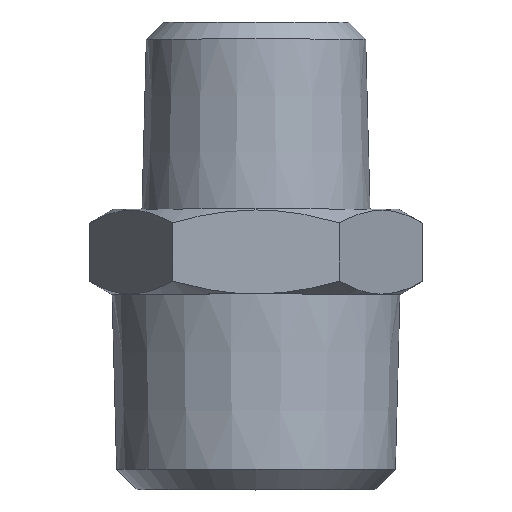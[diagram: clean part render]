
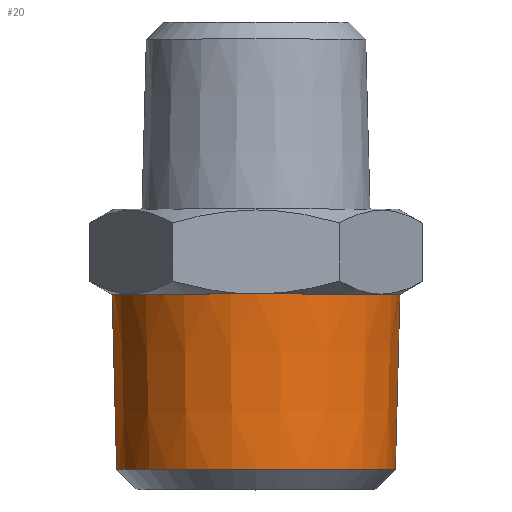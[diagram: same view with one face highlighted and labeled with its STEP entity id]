
A CAD part, top view. The second image highlights one B-rep face of the part: STEP entity #20.
In plain terms, the highlighted conical face has half-angle 1.47 degrees and reference radius 8.462 mm.
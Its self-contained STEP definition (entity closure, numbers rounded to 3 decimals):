
#10 = VERTEX_POINT ( 'NONE', #221 ) ;
#11 = EDGE_CURVE ( 'NONE', #12, #19, #220, .T. ) ;
#12 = VERTEX_POINT ( 'NONE', #215 ) ;
#13 = ORIENTED_EDGE ( 'NONE', *, *, #14, .T. ) ;
#14 = EDGE_CURVE ( 'NONE', #12, #71, #267, .T. ) ;
#16 = EDGE_LOOP ( 'NONE', ( #21, #13, #61, #66 ) ) ;
#19 = VERTEX_POINT ( 'NONE', #255 ) ;
#20 = ADVANCED_FACE ( 'NONE', ( #254 ), #253, .T. ) ;
#21 = ORIENTED_EDGE ( 'NONE', *, *, #11, .F. ) ;
#61 = ORIENTED_EDGE ( 'NONE', *, *, #62, .T. ) ;
#62 = EDGE_CURVE ( 'NONE', #71, #10, #531, .T. ) ;
#66 = ORIENTED_EDGE ( 'NONE', *, *, #67, .F. ) ;
#67 = EDGE_CURVE ( 'NONE', #19, #10, #681, .T. ) ;
#71 = VERTEX_POINT ( 'NONE', #676 ) ;
#215 = CARTESIAN_POINT ( 'NONE',  ( 8.198, -12.55, 0. ) ) ;
#216 = DIRECTION ( 'NONE',  ( 1., 0., 0. ) ) ;
#217 = DIRECTION ( 'NONE',  ( 0., -1., 0. ) ) ;
#218 = CARTESIAN_POINT ( 'NONE',  ( 0., -12.55, 0. ) ) ;
#219 = AXIS2_PLACEMENT_3D ( 'NONE', #218, #217, #216 ) ;
#220 = CIRCLE ( 'NONE', #219, 8.198 ) ;
#221 = CARTESIAN_POINT ( 'NONE',  ( -8.462, -2.25, 0. ) ) ;
#248 = DIRECTION ( 'NONE',  ( -1., 0., 0. ) ) ;
#249 = DIRECTION ( 'NONE',  ( 0., 1., 0. ) ) ;
#250 = AXIS2_PLACEMENT_3D ( 'NONE', #252, #249, #248 ) ;
#252 = CARTESIAN_POINT ( 'NONE',  ( 0., -2.25, 0. ) ) ;
#253 = CONICAL_SURFACE ( 'NONE', #250, 8.462, 0.026 ) ;
#254 = FACE_OUTER_BOUND ( 'NONE', #16, .T. ) ;
#255 = CARTESIAN_POINT ( 'NONE',  ( -8.198, -12.55, 0. ) ) ;
#264 = DIRECTION ( 'NONE',  ( 0.026, 1., 0. ) ) ;
#265 = VECTOR ( 'NONE', #264, 1000. ) ;
#266 = CARTESIAN_POINT ( 'NONE',  ( 8.462, -2.25, 0. ) ) ;
#267 = LINE ( 'NONE', #266, #265 ) ;
#527 = DIRECTION ( 'NONE',  ( 1., 0., 0. ) ) ;
#528 = DIRECTION ( 'NONE',  ( 0., -1., 0. ) ) ;
#529 = CARTESIAN_POINT ( 'NONE',  ( 0., -2.25, 0. ) ) ;
#530 = AXIS2_PLACEMENT_3D ( 'NONE', #529, #528, #527 ) ;
#531 = CIRCLE ( 'NONE', #530, 8.462 ) ;
#676 = CARTESIAN_POINT ( 'NONE',  ( 8.462, -2.25, 0. ) ) ;
#678 = DIRECTION ( 'NONE',  ( -0.026, 1., 0. ) ) ;
#679 = VECTOR ( 'NONE', #678, 1000. ) ;
#680 = CARTESIAN_POINT ( 'NONE',  ( -8.462, -2.25, 0. ) ) ;
#681 = LINE ( 'NONE', #680, #679 ) ;
